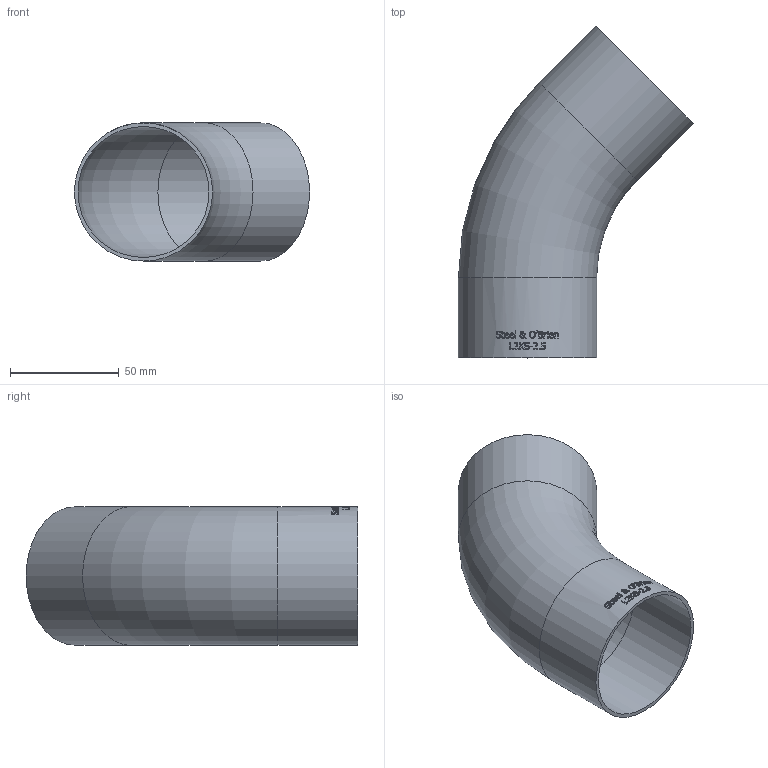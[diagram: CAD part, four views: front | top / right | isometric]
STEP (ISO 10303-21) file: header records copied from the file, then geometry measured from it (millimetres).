
FILE_DESCRIPTION(/* description */ (''),/* implementation_level */ '2;1');
FILE_NAME(/* name */ 'L2KS-2.5.stp',/* time_stamp */ '2020-02-28T17:36:41-05:00',/* author */ ('rick'),/* organization */ (''),/* preprocessor_version */ 'ST-DEVELOPER v15.2',/* originating_system */ 'Autodesk Inventor 2014',/* authorisation */ '');
FILE_SCHEMA (('AUTOMOTIVE_DESIGN { 1 0 10303 214 3 1 1 }'));
Length unit declared in the file: inch
Products named in the file (1): L2KS-2.5
Bounding box: 108.08 x 152.53 x 63.5 mm (x, y, z)
Volume: 47567.1 mm3; surface area: 58303.8 mm2
Topology: 1 solids, 1 shells, 337 faces, 916 edges, 611 vertices
Faces by surface type: bspline 170, plane 131, cylinder 34, torus 2
Full cylindrical faces by diameter (mm): 60.198 x2, 63.5 x2
Entity records: 13732 total; most frequent: CARTESIAN_POINT 6237, ORIENTED_EDGE 1810, DIRECTION 1053, EDGE_CURVE 905, VERTEX_POINT 606, LINE 413, VECTOR 413, EDGE_LOOP 375
